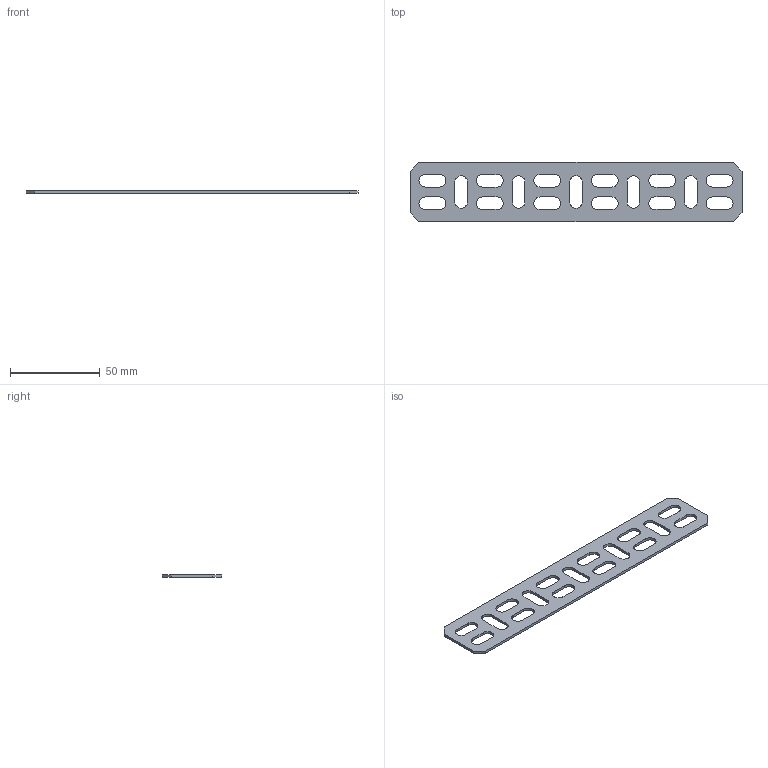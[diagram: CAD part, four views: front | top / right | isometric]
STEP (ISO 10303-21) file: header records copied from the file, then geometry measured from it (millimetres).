
FILE_DESCRIPTION (( 'STEP AP203' ), '1' );
FILE_NAME ('CLP1S-050-M-HDZ Ïëàñòèíà ñîåäèíèòåëüíàÿ h 50mm IEK HDZ.STEP', '2016-02-08T09:16:10', ( '' ), ( '' ), 'SwSTEP 2.0', 'SolidWorks 2014', '' );
FILE_SCHEMA (( 'CONFIG_CONTROL_DESIGN' ));
Length unit declared in the file: millimetre
Products named in the file (1): CLP1S-050-M-HDZ Ïëàñòèíà ñîåäèíèòåëüíàÿ h 50mm IEK HDZ
Bounding box: 185 x 33 x 1.5 mm (x, y, z)
Volume: 6515.6 mm3; surface area: 10337.7 mm2
Topology: 1 solids, 1 shells, 78 faces, 228 edges, 152 vertices
Faces by surface type: plane 44, cylinder 34
Entity records: 2745 total; most frequent: CARTESIAN_POINT 459, ORIENTED_EDGE 456, DIRECTION 454, EDGE_CURVE 228, VECTOR 160, LINE 160, VERTEX_POINT 152, AXIS2_PLACEMENT_3D 147
